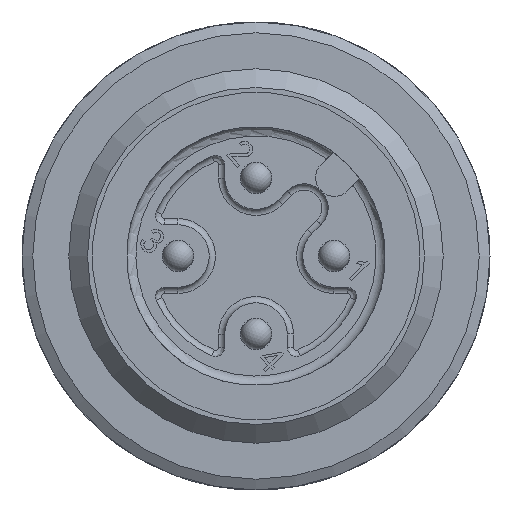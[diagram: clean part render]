
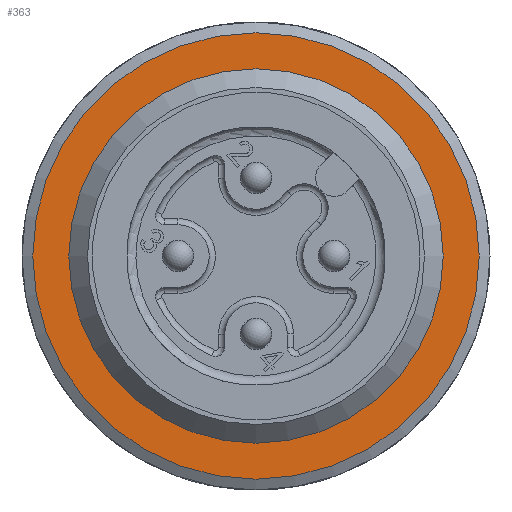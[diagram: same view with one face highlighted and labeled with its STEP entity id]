
A CAD part, left-side view. The second image highlights one B-rep face of the part: STEP entity #363.
In plain terms, the highlighted planar face has unit normal (-1, 0, 0).
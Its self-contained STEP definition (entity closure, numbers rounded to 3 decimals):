
#363=ADVANCED_FACE('',(#814,#815),#558,.F.);
#558=PLANE('',#3589);
#677=CIRCLE('',#3586,7.154);
#678=CIRCLE('',#3588,6.);
#814=FACE_BOUND('',#917,.T.);
#815=FACE_BOUND('',#918,.T.);
#917=EDGE_LOOP('',(#1804));
#918=EDGE_LOOP('',(#1805));
#1804=ORIENTED_EDGE('',*,*,#3045,.F.);
#1805=ORIENTED_EDGE('',*,*,#3044,.T.);
#2700=VERTEX_POINT('',#5226);
#2701=VERTEX_POINT('',#5229);
#3044=EDGE_CURVE('',#2700,#2700,#677,.T.);
#3045=EDGE_CURVE('',#2701,#2701,#678,.T.);
#3586=AXIS2_PLACEMENT_3D('',#5225,#4049,#4050);
#3588=AXIS2_PLACEMENT_3D('',#5228,#4053,#4054);
#3589=AXIS2_PLACEMENT_3D('',#5230,#4055,#4056);
#4049=DIRECTION('',(-1.,0.,0.));
#4050=DIRECTION('',(0.,-0.866,0.5));
#4053=DIRECTION('',(-1.,0.,0.));
#4054=DIRECTION('',(0.,-0.866,0.5));
#4055=DIRECTION('',(1.,0.,0.));
#4056=DIRECTION('',(0.,0.866,-0.5));
#5225=CARTESIAN_POINT('',(42.5,50.,0.));
#5226=CARTESIAN_POINT('',(42.5,43.805,3.577));
#5228=CARTESIAN_POINT('',(42.5,50.,0.));
#5229=CARTESIAN_POINT('',(42.5,44.804,3.));
#5230=CARTESIAN_POINT('',(42.5,53.577,6.195));
